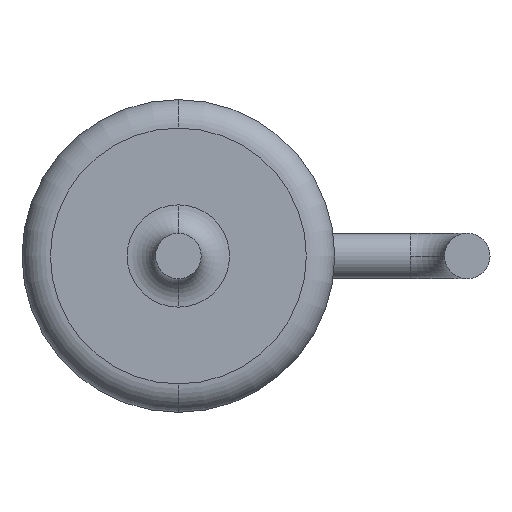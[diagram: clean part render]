
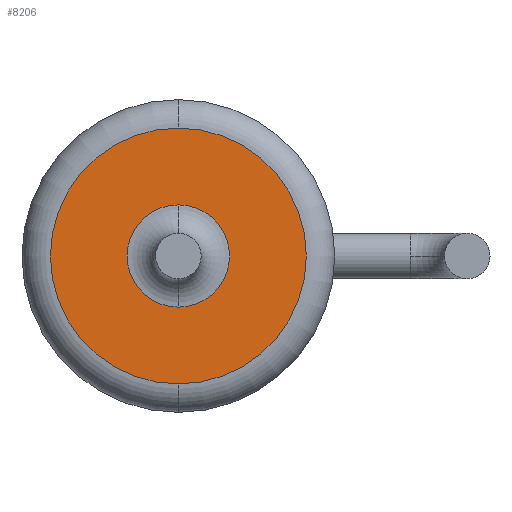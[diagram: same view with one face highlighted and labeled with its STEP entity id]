
A CAD part, left-side view. The second image highlights one B-rep face of the part: STEP entity #8206.
In plain terms, the highlighted planar face has unit normal (-1, 0, 0).
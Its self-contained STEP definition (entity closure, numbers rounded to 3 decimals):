
#126 = DIRECTION ( 'NONE',  ( 0., 0., -1. ) ) ;
#544 = CARTESIAN_POINT ( 'NONE',  ( -8., 2.75, 0. ) ) ;
#622 = CIRCLE ( 'NONE', #10133, 0.9 ) ;
#720 = DIRECTION ( 'NONE',  ( -1., 0., 0. ) ) ;
#966 = ORIENTED_EDGE ( 'NONE', *, *, #10991, .T. ) ;
#1296 = VERTEX_POINT ( 'NONE', #6727 ) ;
#1798 = CARTESIAN_POINT ( 'NONE',  ( -8., 0., 2.25 ) ) ;
#1925 = DIRECTION ( 'NONE',  ( 1., 0., 0. ) ) ;
#3113 = PLANE ( 'NONE',  #6565 ) ;
#3580 = EDGE_LOOP ( 'NONE', ( #6152, #6886 ) ) ;
#4145 = AXIS2_PLACEMENT_3D ( 'NONE', #6462, #10912, #11035 ) ;
#4234 = DIRECTION ( 'NONE',  ( 0., 0., -1. ) ) ;
#4986 = FACE_OUTER_BOUND ( 'NONE', #3580, .T. ) ;
#5247 = CIRCLE ( 'NONE', #4145, 2.25 ) ;
#5876 = CIRCLE ( 'NONE', #6978, 2.25 ) ;
#6077 = VERTEX_POINT ( 'NONE', #7149 ) ;
#6152 = ORIENTED_EDGE ( 'NONE', *, *, #6439, .T. ) ;
#6439 = EDGE_CURVE ( 'NONE', #10606, #10308, #5876, .T. ) ;
#6462 = CARTESIAN_POINT ( 'NONE',  ( -8., 0., 0. ) ) ;
#6565 = AXIS2_PLACEMENT_3D ( 'NONE', #544, #11084, #6687 ) ;
#6687 = DIRECTION ( 'NONE',  ( 0., 0., -1. ) ) ;
#6727 = CARTESIAN_POINT ( 'NONE',  ( -8., 0., -0.9 ) ) ;
#6886 = ORIENTED_EDGE ( 'NONE', *, *, #9682, .T. ) ;
#6978 = AXIS2_PLACEMENT_3D ( 'NONE', #9608, #720, #4234 ) ;
#7149 = CARTESIAN_POINT ( 'NONE',  ( -8., 0., 0.9 ) ) ;
#8194 = CARTESIAN_POINT ( 'NONE',  ( -8., 0., 0. ) ) ;
#8206 = ADVANCED_FACE ( 'NONE', ( #9431, #4986 ), #3113, .F. ) ;
#9244 = EDGE_LOOP ( 'NONE', ( #966, #11165 ) ) ;
#9431 = FACE_BOUND ( 'NONE', #9244, .T. ) ;
#9511 = DIRECTION ( 'NONE',  ( 0., 0., -1. ) ) ;
#9608 = CARTESIAN_POINT ( 'NONE',  ( -8., 0., 0. ) ) ;
#9672 = DIRECTION ( 'NONE',  ( 1., 0., 0. ) ) ;
#9682 = EDGE_CURVE ( 'NONE', #10308, #10606, #5247, .T. ) ;
#10133 = AXIS2_PLACEMENT_3D ( 'NONE', #10568, #9672, #9511 ) ;
#10308 = VERTEX_POINT ( 'NONE', #1798 ) ;
#10319 = CIRCLE ( 'NONE', #10680, 0.9 ) ;
#10354 = EDGE_CURVE ( 'NONE', #6077, #1296, #10319, .T. ) ;
#10568 = CARTESIAN_POINT ( 'NONE',  ( -8., 0., 0. ) ) ;
#10606 = VERTEX_POINT ( 'NONE', #11231 ) ;
#10680 = AXIS2_PLACEMENT_3D ( 'NONE', #8194, #1925, #126 ) ;
#10912 = DIRECTION ( 'NONE',  ( -1., 0., 0. ) ) ;
#10991 = EDGE_CURVE ( 'NONE', #1296, #6077, #622, .T. ) ;
#11035 = DIRECTION ( 'NONE',  ( 0., 0., -1. ) ) ;
#11084 = DIRECTION ( 'NONE',  ( 1., 0., 0. ) ) ;
#11165 = ORIENTED_EDGE ( 'NONE', *, *, #10354, .T. ) ;
#11231 = CARTESIAN_POINT ( 'NONE',  ( -8., 0., -2.25 ) ) ;
